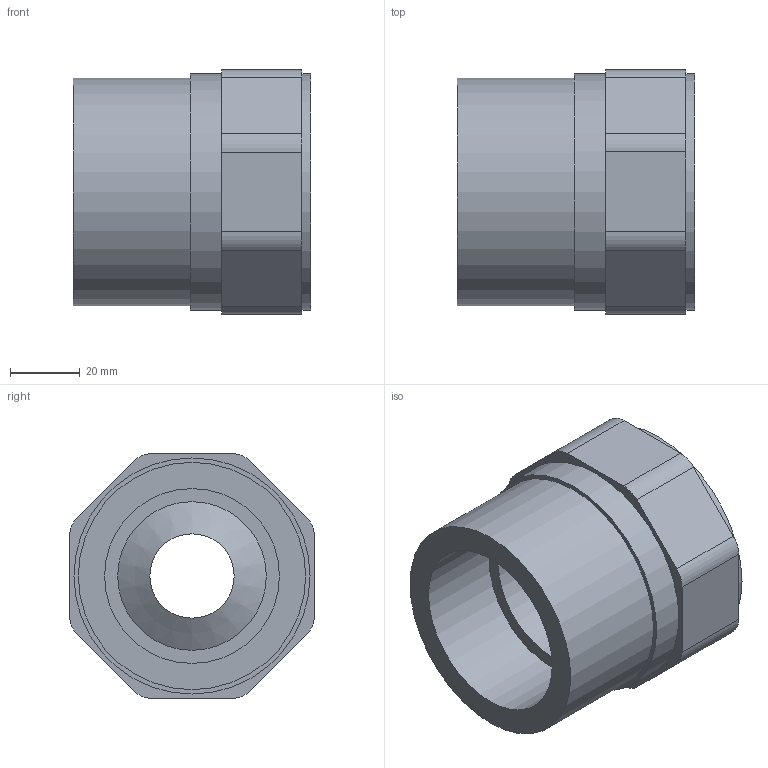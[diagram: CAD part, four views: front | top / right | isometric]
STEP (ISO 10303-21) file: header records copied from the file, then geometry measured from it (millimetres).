
FILE_DESCRIPTION( ( 'STEP AP214' ), '1' );
FILE_NAME( 'AGRU_11034505007_Adaptor Female Thread_R-thread_PPR grey_50X1 1_2_ - MOP 10 bar (architecture400).stp', '2022-03-09T12:31:42', ( 'License CC BY-ND 4.0' ), ( 'CADENAS' ), ' ', 'PARTsolutions', ' ' );
FILE_SCHEMA( ( 'AUTOMOTIVE_DESIGN { 1 0 10303 214 1 1 1 1 }' ) );
Length unit declared in the file: millimetre
Products named in the file (1): _AGRU_11034505007_Adaptor Female Thread_R-thread_PPR grey_50X1 1/2"  - MOP 10 bar (architecture400)
Bounding box: 68 x 70 x 70 mm (x, y, z)
Volume: 154150.5 mm3; surface area: 30927.8 mm2
Topology: 1 solids, 1 shells, 32 faces, 72 edges, 47 vertices
Faces by surface type: plane 15, cylinder 15, cone 2
Full cylindrical faces by diameter (mm): 24.117 x1, 42.5 x1, 50 x2, 65 x1, 67.5 x2
Entity records: 1134 total; most frequent: DIRECTION 160, CARTESIAN_POINT 143, ORIENTED_EDGE 126, AXIS2_PLACEMENT_3D 64, EDGE_CURVE 63, EDGE_LOOP 48, VERTEX_POINT 47, FACE_OUTER_BOUND 39
